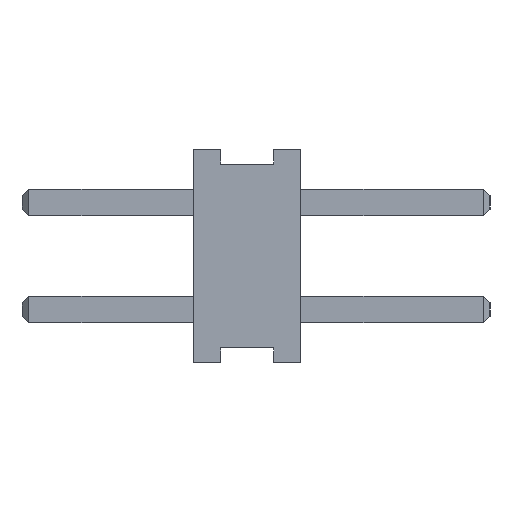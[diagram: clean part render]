
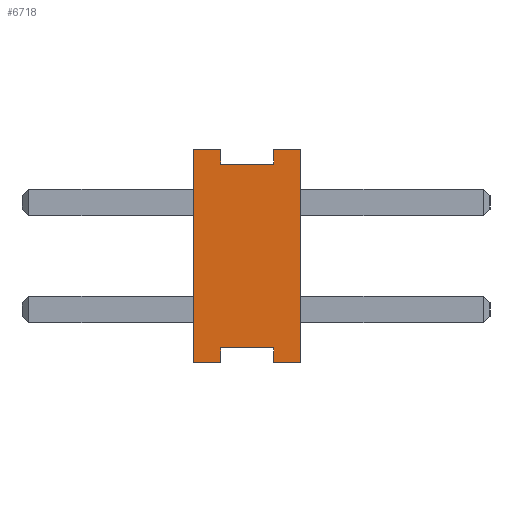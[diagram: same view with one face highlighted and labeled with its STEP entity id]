
A CAD part, left-side view. The second image highlights one B-rep face of the part: STEP entity #6718.
In plain terms, the highlighted planar face has unit normal (-1, 0, 0).
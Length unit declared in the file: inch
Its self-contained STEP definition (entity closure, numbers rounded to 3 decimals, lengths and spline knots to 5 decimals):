
#662 = VECTOR ( 'NONE', #40573, 39.37008 ) ;
#1070 = CARTESIAN_POINT ( 'NONE',  ( -0.9444, 0.0195, -0.0785 ) ) ;
#1098 = VERTEX_POINT ( 'NONE', #5204 ) ;
#2897 = VERTEX_POINT ( 'NONE', #30968 ) ;
#2997 = EDGE_CURVE ( 'NONE', #25886, #19963, #36594, .T. ) ;
#3225 = CARTESIAN_POINT ( 'NONE',  ( -0.9444, -0.0195, 0.0785 ) ) ;
#3899 = VECTOR ( 'NONE', #28251, 39.37008 ) ;
#4427 = CARTESIAN_POINT ( 'NONE',  ( -0.9444, 0.0395, -0.0785 ) ) ;
#5204 = CARTESIAN_POINT ( 'NONE',  ( -0.9444, 0.0195, 0.0785 ) ) ;
#6010 = LINE ( 'NONE', #19514, #3899 ) ;
#6455 = CARTESIAN_POINT ( 'NONE',  ( -0.9444, 0.0395, -0.0785 ) ) ;
#6718 = ADVANCED_FACE ( 'NONE', ( #7276 ), #21313, .F. ) ;
#6954 = EDGE_CURVE ( 'NONE', #23153, #12265, #22314, .T. ) ;
#7097 = EDGE_LOOP ( 'NONE', ( #18028, #24577, #15918, #40752, #41640, #18409, #9014, #42081, #9507, #12712, #31933, #20184 ) ) ;
#7276 = FACE_OUTER_BOUND ( 'NONE', #7097, .T. ) ;
#7493 = CARTESIAN_POINT ( 'NONE',  ( -0.9444, 0.0195, -0.0675 ) ) ;
#7503 = EDGE_CURVE ( 'NONE', #37096, #18192, #18662, .T. ) ;
#9014 = ORIENTED_EDGE ( 'NONE', *, *, #29303, .T. ) ;
#9507 = ORIENTED_EDGE ( 'NONE', *, *, #33654, .F. ) ;
#9710 = EDGE_CURVE ( 'NONE', #1098, #37096, #32537, .T. ) ;
#11586 = CARTESIAN_POINT ( 'NONE',  ( -0.9444, 0.0395, -0.0785 ) ) ;
#12265 = VERTEX_POINT ( 'NONE', #13069 ) ;
#12712 = ORIENTED_EDGE ( 'NONE', *, *, #40270, .F. ) ;
#13069 = CARTESIAN_POINT ( 'NONE',  ( -0.9444, -0.0395, -0.0785 ) ) ;
#13101 = VECTOR ( 'NONE', #14217, 39.37008 ) ;
#13263 = EDGE_CURVE ( 'NONE', #26107, #1098, #17853, .T. ) ;
#13606 = CARTESIAN_POINT ( 'NONE',  ( -0.9444, -0.0195, -0.0785 ) ) ;
#13965 = DIRECTION ( 'NONE',  ( 0., 0., -1. ) ) ;
#14088 = LINE ( 'NONE', #7493, #38087 ) ;
#14217 = DIRECTION ( 'NONE',  ( 0., -1., 0. ) ) ;
#14518 = CARTESIAN_POINT ( 'NONE',  ( -0.9444, -0.0195, 0.0785 ) ) ;
#15073 = DIRECTION ( 'NONE',  ( 0., 0., 1. ) ) ;
#15234 = AXIS2_PLACEMENT_3D ( 'NONE', #11586, #28396, #13965 ) ;
#15323 = CARTESIAN_POINT ( 'NONE',  ( -0.9444, 0.0395, 0.0785 ) ) ;
#15432 = CARTESIAN_POINT ( 'NONE',  ( -0.9444, 0.0195, 0.0785 ) ) ;
#15713 = DIRECTION ( 'NONE',  ( 0., 0., -1. ) ) ;
#15918 = ORIENTED_EDGE ( 'NONE', *, *, #7503, .F. ) ;
#16798 = EDGE_CURVE ( 'NONE', #18192, #41883, #38655, .T. ) ;
#16806 = DIRECTION ( 'NONE',  ( 0., 0., 1. ) ) ;
#16912 = CARTESIAN_POINT ( 'NONE',  ( -0.9444, -0.0395, -0.0785 ) ) ;
#17256 = CARTESIAN_POINT ( 'NONE',  ( -0.9444, 0.0195, 0.0675 ) ) ;
#17853 = LINE ( 'NONE', #41864, #662 ) ;
#18028 = ORIENTED_EDGE ( 'NONE', *, *, #21583, .F. ) ;
#18192 = VERTEX_POINT ( 'NONE', #41418 ) ;
#18409 = ORIENTED_EDGE ( 'NONE', *, *, #33585, .F. ) ;
#18662 = LINE ( 'NONE', #33383, #27441 ) ;
#19514 = CARTESIAN_POINT ( 'NONE',  ( -0.9444, 0.0395, -0.0785 ) ) ;
#19809 = DIRECTION ( 'NONE',  ( 0., 0., -1. ) ) ;
#19963 = VERTEX_POINT ( 'NONE', #1070 ) ;
#20184 = ORIENTED_EDGE ( 'NONE', *, *, #25196, .T. ) ;
#20602 = LINE ( 'NONE', #13606, #37047 ) ;
#21313 = PLANE ( 'NONE',  #15234 ) ;
#21583 = EDGE_CURVE ( 'NONE', #41883, #37120, #21651, .T. ) ;
#21651 = LINE ( 'NONE', #15323, #13101 ) ;
#22314 = LINE ( 'NONE', #4427, #39772 ) ;
#23153 = VERTEX_POINT ( 'NONE', #29262 ) ;
#23727 = VECTOR ( 'NONE', #41624, 39.37008 ) ;
#23757 = VECTOR ( 'NONE', #15713, 39.37008 ) ;
#24577 = ORIENTED_EDGE ( 'NONE', *, *, #16798, .F. ) ;
#25196 = EDGE_CURVE ( 'NONE', #12265, #37120, #34811, .T. ) ;
#25877 = CARTESIAN_POINT ( 'NONE',  ( -0.9444, 0.0395, 0.0785 ) ) ;
#25886 = VERTEX_POINT ( 'NONE', #39388 ) ;
#26107 = VERTEX_POINT ( 'NONE', #25877 ) ;
#27441 = VECTOR ( 'NONE', #32210, 39.37008 ) ;
#27908 = VECTOR ( 'NONE', #19809, 39.37008 ) ;
#28251 = DIRECTION ( 'NONE',  ( 0., -1., 0. ) ) ;
#28396 = DIRECTION ( 'NONE',  ( 1., 0., 0. ) ) ;
#29262 = CARTESIAN_POINT ( 'NONE',  ( -0.9444, -0.0195, -0.0785 ) ) ;
#29303 = EDGE_CURVE ( 'NONE', #39262, #19963, #6010, .T. ) ;
#29509 = DIRECTION ( 'NONE',  ( 0., -1., 0. ) ) ;
#30842 = CARTESIAN_POINT ( 'NONE',  ( -0.9444, -0.0395, 0.0785 ) ) ;
#30968 = CARTESIAN_POINT ( 'NONE',  ( -0.9444, -0.0195, -0.0675 ) ) ;
#31933 = ORIENTED_EDGE ( 'NONE', *, *, #6954, .T. ) ;
#32210 = DIRECTION ( 'NONE',  ( 0., -1., 0. ) ) ;
#32251 = CARTESIAN_POINT ( 'NONE',  ( -0.9444, 0.0195, -0.0785 ) ) ;
#32512 = LINE ( 'NONE', #6455, #23727 ) ;
#32537 = LINE ( 'NONE', #15432, #23757 ) ;
#33383 = CARTESIAN_POINT ( 'NONE',  ( -0.9444, 0.0195, 0.0675 ) ) ;
#33585 = EDGE_CURVE ( 'NONE', #39262, #26107, #32512, .T. ) ;
#33654 = EDGE_CURVE ( 'NONE', #2897, #25886, #14088, .T. ) ;
#33779 = VECTOR ( 'NONE', #35370, 39.37008 ) ;
#34811 = LINE ( 'NONE', #16912, #33779 ) ;
#35370 = DIRECTION ( 'NONE',  ( 0., 0., 1. ) ) ;
#36594 = LINE ( 'NONE', #32251, #27908 ) ;
#37047 = VECTOR ( 'NONE', #16806, 39.37008 ) ;
#37096 = VERTEX_POINT ( 'NONE', #17256 ) ;
#37120 = VERTEX_POINT ( 'NONE', #30842 ) ;
#37615 = VECTOR ( 'NONE', #15073, 39.37008 ) ;
#38087 = VECTOR ( 'NONE', #40965, 39.37008 ) ;
#38655 = LINE ( 'NONE', #14518, #37615 ) ;
#39262 = VERTEX_POINT ( 'NONE', #41482 ) ;
#39388 = CARTESIAN_POINT ( 'NONE',  ( -0.9444, 0.0195, -0.0675 ) ) ;
#39772 = VECTOR ( 'NONE', #29509, 39.37008 ) ;
#40270 = EDGE_CURVE ( 'NONE', #23153, #2897, #20602, .T. ) ;
#40573 = DIRECTION ( 'NONE',  ( 0., -1., 0. ) ) ;
#40752 = ORIENTED_EDGE ( 'NONE', *, *, #9710, .F. ) ;
#40965 = DIRECTION ( 'NONE',  ( 0., 1., 0. ) ) ;
#41418 = CARTESIAN_POINT ( 'NONE',  ( -0.9444, -0.0195, 0.0675 ) ) ;
#41482 = CARTESIAN_POINT ( 'NONE',  ( -0.9444, 0.0395, -0.0785 ) ) ;
#41624 = DIRECTION ( 'NONE',  ( 0., 0., 1. ) ) ;
#41640 = ORIENTED_EDGE ( 'NONE', *, *, #13263, .F. ) ;
#41864 = CARTESIAN_POINT ( 'NONE',  ( -0.9444, 0.0395, 0.0785 ) ) ;
#41883 = VERTEX_POINT ( 'NONE', #3225 ) ;
#42081 = ORIENTED_EDGE ( 'NONE', *, *, #2997, .F. ) ;
